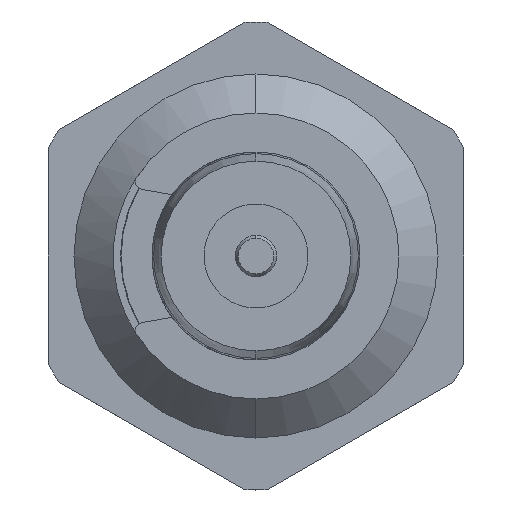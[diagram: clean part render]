
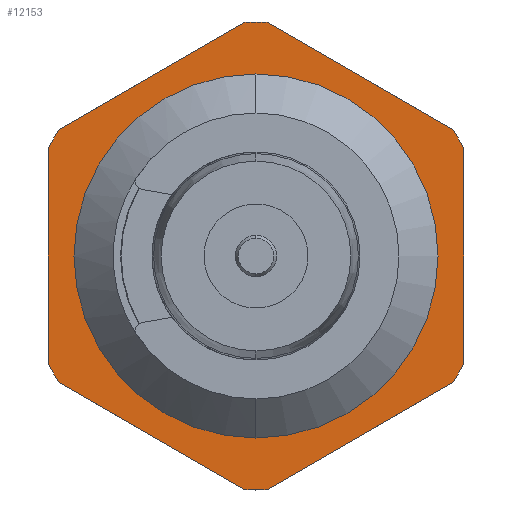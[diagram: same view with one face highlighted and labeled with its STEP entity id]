
A CAD part, front view. The second image highlights one B-rep face of the part: STEP entity #12153.
In plain terms, the highlighted planar face has unit normal (0, -1, 0).
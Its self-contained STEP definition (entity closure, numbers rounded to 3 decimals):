
#17 = DIRECTION ( 'NONE',  ( 0., 0., 1. ) ) ;
#261 = EDGE_CURVE ( 'NONE', #32452, #31506, #18495, .T. ) ;
#540 = VERTEX_POINT ( 'NONE', #15125 ) ;
#922 = CARTESIAN_POINT ( 'NONE',  ( 1.25, -4., 9.959 ) ) ;
#933 = ORIENTED_EDGE ( 'NONE', *, *, #9302, .T. ) ;
#963 = CARTESIAN_POINT ( 'NONE',  ( 0., -4., 6.3 ) ) ;
#1860 = DIRECTION ( 'NONE',  ( 0., 1., 0. ) ) ;
#1870 = CARTESIAN_POINT ( 'NONE',  ( -8., -4., 0. ) ) ;
#2124 = CARTESIAN_POINT ( 'NONE',  ( 9.25, -4., 3.897 ) ) ;
#2523 = LINE ( 'NONE', #2124, #32806 ) ;
#3184 = DIRECTION ( 'NONE',  ( 0., 0., 1. ) ) ;
#3669 = DIRECTION ( 'NONE',  ( -0.866, 0., -0.5 ) ) ;
#3954 = CIRCLE ( 'NONE', #24612, 9. ) ;
#3968 = CARTESIAN_POINT ( 'NONE',  ( 0., -4., 9. ) ) ;
#4453 = DIRECTION ( 'NONE',  ( 0.866, 0., 0.5 ) ) ;
#4489 = VERTEX_POINT ( 'NONE', #14654 ) ;
#4684 = EDGE_CURVE ( 'NONE', #21441, #30256, #19347, .T. ) ;
#4690 = CARTESIAN_POINT ( 'NONE',  ( -8., -4., -4.123 ) ) ;
#4778 = AXIS2_PLACEMENT_3D ( 'NONE', #23507, #14886, #35452 ) ;
#5354 = CIRCLE ( 'NONE', #15398, 9. ) ;
#5361 = VERTEX_POINT ( 'NONE', #27855 ) ;
#5526 = CARTESIAN_POINT ( 'NONE',  ( 0., -4., 0. ) ) ;
#6101 = CARTESIAN_POINT ( 'NONE',  ( 1.25, -4., -9.959 ) ) ;
#6810 = ORIENTED_EDGE ( 'NONE', *, *, #33229, .F. ) ;
#6922 = CARTESIAN_POINT ( 'NONE',  ( 0., -4., 0. ) ) ;
#6950 = EDGE_CURVE ( 'NONE', #4489, #15473, #11390, .T. ) ;
#7698 = CARTESIAN_POINT ( 'NONE',  ( -0.429, -4., 8.99 ) ) ;
#7987 = CARTESIAN_POINT ( 'NONE',  ( 9.25, -4., -3.897 ) ) ;
#8404 = DIRECTION ( 'NONE',  ( -0.866, 0., 0.5 ) ) ;
#9112 = AXIS2_PLACEMENT_3D ( 'NONE', #36191, #38756, #11909 ) ;
#9302 = EDGE_CURVE ( 'NONE', #18720, #18933, #2523, .T. ) ;
#9417 = DIRECTION ( 'NONE',  ( 0., 1., 0. ) ) ;
#9606 = LINE ( 'NONE', #6101, #26548 ) ;
#9667 = DIRECTION ( 'NONE',  ( 0., 0., 1. ) ) ;
#9910 = ORIENTED_EDGE ( 'NONE', *, *, #28924, .F. ) ;
#10004 = FACE_BOUND ( 'NONE', #37672, .T. ) ;
#10429 = EDGE_CURVE ( 'NONE', #4489, #31169, #23222, .T. ) ;
#10711 = AXIS2_PLACEMENT_3D ( 'NONE', #26722, #17710, #3184 ) ;
#11390 = LINE ( 'NONE', #35289, #18699 ) ;
#11481 = ORIENTED_EDGE ( 'NONE', *, *, #14780, .T. ) ;
#11909 = DIRECTION ( 'NONE',  ( 0., 0., 1. ) ) ;
#12153 = ADVANCED_FACE ( 'Defeature ausgef�hrt1_1399', ( #21764, #10004 ), #30764, .F. ) ;
#12232 = CARTESIAN_POINT ( 'NONE',  ( 0.429, -4., -8.99 ) ) ;
#12908 = CIRCLE ( 'NONE', #26055, 9. ) ;
#13592 = ORIENTED_EDGE ( 'NONE', *, *, #6950, .T. ) ;
#13806 = DIRECTION ( 'NONE',  ( 0., 1., 0. ) ) ;
#14112 = EDGE_CURVE ( 'NONE', #17161, #31169, #34831, .T. ) ;
#14654 = CARTESIAN_POINT ( 'NONE',  ( 8., -4., -4.123 ) ) ;
#14780 = EDGE_CURVE ( 'NONE', #31506, #32452, #33605, .T. ) ;
#14886 = DIRECTION ( 'NONE',  ( 0., 1., 0. ) ) ;
#15125 = CARTESIAN_POINT ( 'NONE',  ( -7.571, -4., 4.867 ) ) ;
#15309 = EDGE_CURVE ( 'NONE', #18720, #15473, #31096, .T. ) ;
#15398 = AXIS2_PLACEMENT_3D ( 'NONE', #31861, #1860, #16576 ) ;
#15473 = VERTEX_POINT ( 'NONE', #31320 ) ;
#15635 = CIRCLE ( 'NONE', #25020, 9. ) ;
#15823 = LINE ( 'NONE', #922, #30852 ) ;
#16009 = ORIENTED_EDGE ( 'NONE', *, *, #15309, .F. ) ;
#16576 = DIRECTION ( 'NONE',  ( 0., 0., 1. ) ) ;
#17161 = VERTEX_POINT ( 'NONE', #12232 ) ;
#17665 = CARTESIAN_POINT ( 'NONE',  ( 7.571, -4., -4.867 ) ) ;
#17675 = DIRECTION ( 'NONE',  ( 0., 0., 1. ) ) ;
#17710 = DIRECTION ( 'NONE',  ( 0., 1., 0. ) ) ;
#18072 = ORIENTED_EDGE ( 'NONE', *, *, #4684, .T. ) ;
#18167 = CIRCLE ( 'NONE', #18799, 9. ) ;
#18357 = EDGE_CURVE ( 'NONE', #21441, #540, #12908, .T. ) ;
#18495 = CIRCLE ( 'NONE', #9112, 6.3 ) ;
#18699 = VECTOR ( 'NONE', #29415, 1000. ) ;
#18720 = VERTEX_POINT ( 'NONE', #30776 ) ;
#18799 = AXIS2_PLACEMENT_3D ( 'NONE', #5526, #20804, #17675 ) ;
#18933 = VERTEX_POINT ( 'NONE', #21481 ) ;
#19347 = LINE ( 'NONE', #1870, #29163 ) ;
#19692 = DIRECTION ( 'NONE',  ( 0., 0., 1. ) ) ;
#20040 = CARTESIAN_POINT ( 'NONE',  ( 0., -4., 0. ) ) ;
#20753 = VERTEX_POINT ( 'NONE', #7698 ) ;
#20804 = DIRECTION ( 'NONE',  ( 0., 1., 0. ) ) ;
#20967 = ORIENTED_EDGE ( 'NONE', *, *, #28435, .F. ) ;
#21371 = CARTESIAN_POINT ( 'NONE',  ( 7., -4., 0. ) ) ;
#21441 = VERTEX_POINT ( 'NONE', #32549 ) ;
#21481 = CARTESIAN_POINT ( 'NONE',  ( 0.429, -4., 8.99 ) ) ;
#21764 = FACE_OUTER_BOUND ( 'NONE', #38663, .T. ) ;
#22631 = CARTESIAN_POINT ( 'NONE',  ( 0., -4., 0. ) ) ;
#23222 = CIRCLE ( 'NONE', #10711, 9. ) ;
#23429 = ORIENTED_EDGE ( 'NONE', *, *, #10429, .F. ) ;
#23507 = CARTESIAN_POINT ( 'NONE',  ( 0., -4., 0. ) ) ;
#23987 = EDGE_CURVE ( 'NONE', #20753, #540, #15823, .T. ) ;
#24612 = AXIS2_PLACEMENT_3D ( 'NONE', #32750, #26878, #17 ) ;
#25008 = EDGE_CURVE ( 'NONE', #29666, #18933, #3954, .T. ) ;
#25020 = AXIS2_PLACEMENT_3D ( 'NONE', #22631, #13806, #19692 ) ;
#25227 = EDGE_CURVE ( 'NONE', #5361, #26365, #9606, .T. ) ;
#26055 = AXIS2_PLACEMENT_3D ( 'NONE', #6922, #27689, #9667 ) ;
#26365 = VERTEX_POINT ( 'NONE', #35885 ) ;
#26548 = VECTOR ( 'NONE', #36647, 1000. ) ;
#26722 = CARTESIAN_POINT ( 'NONE',  ( 0., -4., 0. ) ) ;
#26738 = AXIS2_PLACEMENT_3D ( 'NONE', #20040, #29428, #32571 ) ;
#26878 = DIRECTION ( 'NONE',  ( 0., 1., 0. ) ) ;
#27689 = DIRECTION ( 'NONE',  ( 0., 1., 0. ) ) ;
#27721 = ORIENTED_EDGE ( 'NONE', *, *, #23987, .T. ) ;
#27855 = CARTESIAN_POINT ( 'NONE',  ( -7.571, -4., -4.867 ) ) ;
#28435 = EDGE_CURVE ( 'NONE', #5361, #30256, #15635, .T. ) ;
#28857 = ORIENTED_EDGE ( 'NONE', *, *, #25227, .T. ) ;
#28924 = EDGE_CURVE ( 'NONE', #20753, #29666, #18167, .T. ) ;
#29163 = VECTOR ( 'NONE', #31297, 1000. ) ;
#29415 = DIRECTION ( 'NONE',  ( 0., 0., 1. ) ) ;
#29428 = DIRECTION ( 'NONE',  ( 0., 1., 0. ) ) ;
#29557 = CARTESIAN_POINT ( 'NONE',  ( 0., -4., -6.3 ) ) ;
#29666 = VERTEX_POINT ( 'NONE', #3968 ) ;
#30256 = VERTEX_POINT ( 'NONE', #4690 ) ;
#30764 = PLANE ( 'NONE',  #33592 ) ;
#30776 = CARTESIAN_POINT ( 'NONE',  ( 7.571, -4., 4.867 ) ) ;
#30852 = VECTOR ( 'NONE', #3669, 1000. ) ;
#31096 = CIRCLE ( 'NONE', #4778, 9. ) ;
#31169 = VERTEX_POINT ( 'NONE', #17665 ) ;
#31297 = DIRECTION ( 'NONE',  ( 0., 0., -1. ) ) ;
#31320 = CARTESIAN_POINT ( 'NONE',  ( 8., -4., 4.123 ) ) ;
#31506 = VERTEX_POINT ( 'NONE', #29557 ) ;
#31861 = CARTESIAN_POINT ( 'NONE',  ( 0., -4., 0. ) ) ;
#32452 = VERTEX_POINT ( 'NONE', #963 ) ;
#32549 = CARTESIAN_POINT ( 'NONE',  ( -8., -4., 4.123 ) ) ;
#32571 = DIRECTION ( 'NONE',  ( 0., 0., 1. ) ) ;
#32750 = CARTESIAN_POINT ( 'NONE',  ( 0., -4., 0. ) ) ;
#32806 = VECTOR ( 'NONE', #8404, 1000. ) ;
#32936 = VECTOR ( 'NONE', #4453, 1000. ) ;
#33229 = EDGE_CURVE ( 'NONE', #17161, #26365, #5354, .T. ) ;
#33458 = ORIENTED_EDGE ( 'NONE', *, *, #14112, .T. ) ;
#33592 = AXIS2_PLACEMENT_3D ( 'NONE', #21371, #9417, #36646 ) ;
#33605 = CIRCLE ( 'NONE', #26738, 6.3 ) ;
#34831 = LINE ( 'NONE', #7987, #32936 ) ;
#35289 = CARTESIAN_POINT ( 'NONE',  ( 8., -4., 0. ) ) ;
#35452 = DIRECTION ( 'NONE',  ( 0., 0., 1. ) ) ;
#35885 = CARTESIAN_POINT ( 'NONE',  ( -0.429, -4., -8.99 ) ) ;
#36191 = CARTESIAN_POINT ( 'NONE',  ( 0., -4., 0. ) ) ;
#36421 = ORIENTED_EDGE ( 'NONE', *, *, #25008, .F. ) ;
#36646 = DIRECTION ( 'NONE',  ( 0., 0., 1. ) ) ;
#36647 = DIRECTION ( 'NONE',  ( 0.866, 0., -0.5 ) ) ;
#37326 = ORIENTED_EDGE ( 'NONE', *, *, #261, .T. ) ;
#37393 = ORIENTED_EDGE ( 'NONE', *, *, #18357, .F. ) ;
#37672 = EDGE_LOOP ( 'NONE', ( #37326, #11481 ) ) ;
#38663 = EDGE_LOOP ( 'NONE', ( #27721, #37393, #18072, #20967, #28857, #6810, #33458, #23429, #13592, #16009, #933, #36421, #9910 ) ) ;
#38756 = DIRECTION ( 'NONE',  ( 0., 1., 0. ) ) ;
